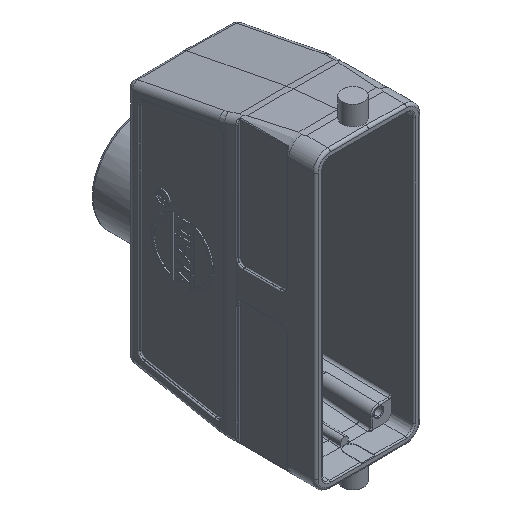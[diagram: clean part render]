
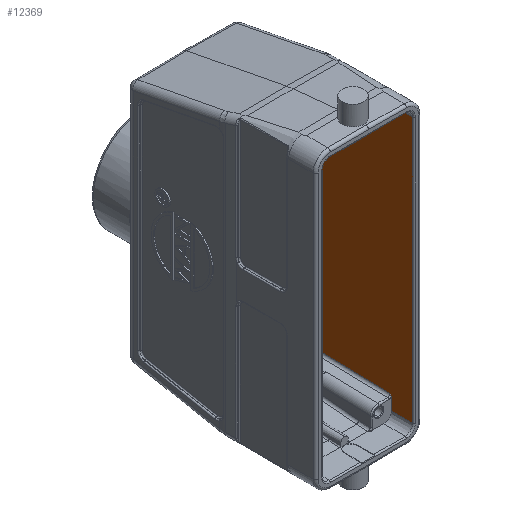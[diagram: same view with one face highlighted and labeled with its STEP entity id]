
A CAD part, isometric view. The second image highlights one B-rep face of the part: STEP entity #12369.
In plain terms, the highlighted planar face has unit normal (-1, -0.009, 0).
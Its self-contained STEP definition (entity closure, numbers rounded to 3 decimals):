
#705=CARTESIAN_POINT('',(18.496,-44.889,-47.984));
#706=CARTESIAN_POINT('',(18.496,-44.983,-48.119));
#707=CARTESIAN_POINT('',(18.498,-45.161,-48.371));
#708=CARTESIAN_POINT('',(18.5,-45.342,-48.749));
#709=CARTESIAN_POINT('',(18.5,-45.385,-48.984));
#710=CARTESIAN_POINT('',(18.5,-45.385,-49.099));
#717=DIRECTION('',(0.,0.,1.));
#718=VECTOR('',#717,4.901);
#719=CARTESIAN_POINT('',(18.5,-45.385,-54.));
#720=LINE('',#719,#718);
#721=DIRECTION('',(-0.009,0.999,0.031));
#722=VECTOR('',#721,61.354);
#723=CARTESIAN_POINT('',(18.496,-44.889,-47.984));
#724=LINE('',#723,#722);
#725=CARTESIAN_POINT('',(17.961,16.326,-16.337));
#726=CARTESIAN_POINT('',(17.963,16.158,-16.323));
#727=CARTESIAN_POINT('',(17.966,15.852,-16.243));
#728=CARTESIAN_POINT('',(17.97,15.382,-15.943));
#729=CARTESIAN_POINT('',(17.973,14.984,-15.478));
#730=CARTESIAN_POINT('',(17.976,14.676,-14.869));
#731=CARTESIAN_POINT('',(17.978,14.473,-14.136));
#732=CARTESIAN_POINT('',(17.978,14.427,-13.574));
#733=CARTESIAN_POINT('',(17.978,14.424,-13.274));
#735=CARTESIAN_POINT('',(17.978,14.424,13.274));
#736=CARTESIAN_POINT('',(17.978,14.427,13.573));
#737=CARTESIAN_POINT('',(17.978,14.473,14.134));
#738=CARTESIAN_POINT('',(17.976,14.675,14.869));
#739=CARTESIAN_POINT('',(17.973,14.985,15.479));
#740=CARTESIAN_POINT('',(17.97,15.383,15.945));
#741=CARTESIAN_POINT('',(17.966,15.855,16.244));
#742=CARTESIAN_POINT('',(17.963,16.159,16.324));
#743=CARTESIAN_POINT('',(17.961,16.326,16.337));
#745=DIRECTION('',(0.009,-0.982,0.19));
#746=VECTOR('',#745,1.436);
#747=CARTESIAN_POINT('',(17.961,16.433,46.39));
#748=LINE('',#747,#746);
#749=CARTESIAN_POINT('',(17.973,15.023,46.663));
#750=CARTESIAN_POINT('',(17.998,12.103,47.227));
#751=CARTESIAN_POINT('',(18.024,9.131,47.524));
#752=CARTESIAN_POINT('',(18.05,6.157,47.55));
#754=DIRECTION('',(0.009,-1.,0.009));
#755=VECTOR('',#754,51.049);
#756=CARTESIAN_POINT('',(18.05,6.157,47.55));
#757=LINE('',#756,#755);
#758=DIRECTION('',(0.,0.,1.));
#759=VECTOR('',#758,4.89);
#760=CARTESIAN_POINT('',(18.5,-45.385,49.11));
#761=LINE('',#760,#759);
#766=DIRECTION('',(0.009,-1.,0.));
#767=VECTOR('',#766,8.705);
#768=CARTESIAN_POINT('',(18.5,-45.385,-54.));
#769=LINE('',#768,#767);
#887=DIRECTION('',(0.,0.,1.));
#888=VECTOR('',#887,108.);
#889=CARTESIAN_POINT('',(18.576,-54.089,-54.));
#890=LINE('',#889,#888);
#1387=DIRECTION('',(-0.009,1.,0.));
#1388=VECTOR('',#1387,8.705);
#1389=CARTESIAN_POINT('',(18.576,-54.089,54.));
#1390=LINE('',#1389,#1388);
#1434=CARTESIAN_POINT('',(18.5,-45.385,49.11));
#1435=CARTESIAN_POINT('',(18.5,-45.385,48.996));
#1436=CARTESIAN_POINT('',(18.5,-45.343,48.761));
#1437=CARTESIAN_POINT('',(18.498,-45.162,48.383));
#1438=CARTESIAN_POINT('',(18.497,-44.984,48.131));
#1439=CARTESIAN_POINT('',(18.496,-44.889,47.996));
#1491=DIRECTION('',(0.,0.,-1.));
#1492=VECTOR('',#1491,30.048);
#1493=CARTESIAN_POINT('',(17.961,16.433,46.39));
#1494=LINE('',#1493,#1492);
#1676=DIRECTION('',(0.009,-0.999,-0.051));
#1677=VECTOR('',#1676,0.107);
#1678=CARTESIAN_POINT('',(17.961,16.433,16.343));
#1679=LINE('',#1678,#1677);
#1700=DIRECTION('',(0.,0.,-1.));
#1701=VECTOR('',#1700,26.547);
#1702=CARTESIAN_POINT('',(17.978,14.424,13.274));
#1703=LINE('',#1702,#1701);
#1723=DIRECTION('',(-0.009,0.999,-0.048));
#1724=VECTOR('',#1723,0.107);
#1725=CARTESIAN_POINT('',(17.961,16.326,-16.337));
#1726=LINE('',#1725,#1724);
#1773=DIRECTION('',(0.,0.,-1.));
#1774=VECTOR('',#1773,29.743);
#1775=CARTESIAN_POINT('',(17.961,16.433,-16.342));
#1776=LINE('',#1775,#1774);
#9283=VERTEX_POINT('',#705);
#9284=VERTEX_POINT('',#710);
#9285=CARTESIAN_POINT('',(18.5,-45.385,
-54.));
#9286=CARTESIAN_POINT('',(18.576,-54.089,
-54.));
#9287=VERTEX_POINT('',#9285);
#9288=VERTEX_POINT('',#9286);
#9289=CARTESIAN_POINT('',(17.961,16.433,-46.085));
#9290=VERTEX_POINT('',#9289);
#9291=CARTESIAN_POINT('',(17.961,16.433,-16.342));
#9292=VERTEX_POINT('',#9291);
#9293=CARTESIAN_POINT('',(17.961,16.326,-16.337));
#9294=VERTEX_POINT('',#9293);
#9295=VERTEX_POINT('',#733);
#9296=CARTESIAN_POINT('',(17.978,14.424,13.274));
#9297=VERTEX_POINT('',#9296);
#9298=VERTEX_POINT('',#743);
#9299=CARTESIAN_POINT('',(17.961,16.433,16.343));
#9300=VERTEX_POINT('',#9299);
#9301=CARTESIAN_POINT('',(17.961,16.433,46.39));
#9302=VERTEX_POINT('',#9301);
#9303=CARTESIAN_POINT('',(17.973,15.023,46.663));
#9304=VERTEX_POINT('',#9303);
#9305=VERTEX_POINT('',#752);
#9306=CARTESIAN_POINT('',(18.496,-44.889,47.996));
#9307=VERTEX_POINT('',#9306);
#9308=VERTEX_POINT('',#1434);
#9309=CARTESIAN_POINT('',(18.5,-45.385,54.));
#9310=VERTEX_POINT('',#9309);
#9311=CARTESIAN_POINT('',(18.576,-54.089,54.));
#9312=VERTEX_POINT('',#9311);
#12327=CARTESIAN_POINT('',(18.5,-45.385,57.));
#12328=DIRECTION('',(-1.,-0.009,0.));
#12329=DIRECTION('',(0.009,-1.,0.));
#12330=AXIS2_PLACEMENT_3D('',#12327,#12328,#12329);
#12331=PLANE('',#12330);
#12333=ORIENTED_EDGE('',*,*,#12332,.F.);
#12335=ORIENTED_EDGE('',*,*,#12334,.T.);
#12336=ORIENTED_EDGE('',*,*,#12317,.F.);
#12338=ORIENTED_EDGE('',*,*,#12337,.T.);
#12340=ORIENTED_EDGE('',*,*,#12339,.F.);
#12342=ORIENTED_EDGE('',*,*,#12341,.F.);
#12344=ORIENTED_EDGE('',*,*,#12343,.T.);
#12346=ORIENTED_EDGE('',*,*,#12345,.F.);
#12348=ORIENTED_EDGE('',*,*,#12347,.T.);
#12350=ORIENTED_EDGE('',*,*,#12349,.F.);
#12352=ORIENTED_EDGE('',*,*,#12351,.F.);
#12354=ORIENTED_EDGE('',*,*,#12353,.T.);
#12356=ORIENTED_EDGE('',*,*,#12355,.T.);
#12358=ORIENTED_EDGE('',*,*,#12357,.T.);
#12360=ORIENTED_EDGE('',*,*,#12359,.F.);
#12362=ORIENTED_EDGE('',*,*,#12361,.T.);
#12364=ORIENTED_EDGE('',*,*,#12363,.F.);
#12366=ORIENTED_EDGE('',*,*,#12365,.F.);
#12367=EDGE_LOOP('',(#12333,#12335,#12336,#12338,#12340,#12342,#12344,#12346,
#12348,#12350,#12352,#12354,#12356,#12358,#12360,#12362,#12364,#12366));
#12368=FACE_OUTER_BOUND('',#12367,.F.);
#711=B_SPLINE_CURVE_WITH_KNOTS('',3,(#705,#706,#707,#708,#709,#710),
.UNSPECIFIED.,.F.,.F.,(4,1,1,4),(0.,0.333,0.667,1.),
.UNSPECIFIED.);
#734=B_SPLINE_CURVE_WITH_KNOTS('',3,(#725,#726,#727,#728,#729,#730,#731,#732,
#733),.UNSPECIFIED.,.F.,.F.,(4,1,1,1,1,1,4),(0.,0.167,
0.333,0.5,0.667,0.833,1.),
.UNSPECIFIED.);
#744=B_SPLINE_CURVE_WITH_KNOTS('',3,(#735,#736,#737,#738,#739,#740,#741,#742,
#743),.UNSPECIFIED.,.F.,.F.,(4,1,1,1,1,1,4),(0.,0.167,
0.333,0.5,0.667,0.833,1.),
.UNSPECIFIED.);
#753=B_SPLINE_CURVE_WITH_KNOTS('',3,(#749,#750,#751,#752),.UNSPECIFIED.,.F.,.F.,
(4,4),(0.,1.),.UNSPECIFIED.);
#1440=B_SPLINE_CURVE_WITH_KNOTS('',3,(#1434,#1435,#1436,#1437,#1438,#1439),
.UNSPECIFIED.,.F.,.F.,(4,1,1,4),(0.,0.333,0.667,1.),
.UNSPECIFIED.);
#12317=EDGE_CURVE('',#9283,#9284,#711,.T.);
#12332=EDGE_CURVE('',#9287,#9288,#769,.T.);
#12334=EDGE_CURVE('',#9287,#9284,#720,.T.);
#12337=EDGE_CURVE('',#9283,#9290,#724,.T.);
#12339=EDGE_CURVE('',#9292,#9290,#1776,.T.);
#12341=EDGE_CURVE('',#9294,#9292,#1726,.T.);
#12343=EDGE_CURVE('',#9294,#9295,#734,.T.);
#12345=EDGE_CURVE('',#9297,#9295,#1703,.T.);
#12347=EDGE_CURVE('',#9297,#9298,#744,.T.);
#12349=EDGE_CURVE('',#9300,#9298,#1679,.T.);
#12351=EDGE_CURVE('',#9302,#9300,#1494,.T.);
#12353=EDGE_CURVE('',#9302,#9304,#748,.T.);
#12355=EDGE_CURVE('',#9304,#9305,#753,.T.);
#12357=EDGE_CURVE('',#9305,#9307,#757,.T.);
#12359=EDGE_CURVE('',#9308,#9307,#1440,.T.);
#12361=EDGE_CURVE('',#9308,#9310,#761,.T.);
#12363=EDGE_CURVE('',#9312,#9310,#1390,.T.);
#12365=EDGE_CURVE('',#9288,#9312,#890,.T.);
#12369=ADVANCED_FACE('',(#12368),#12331,.T.);
